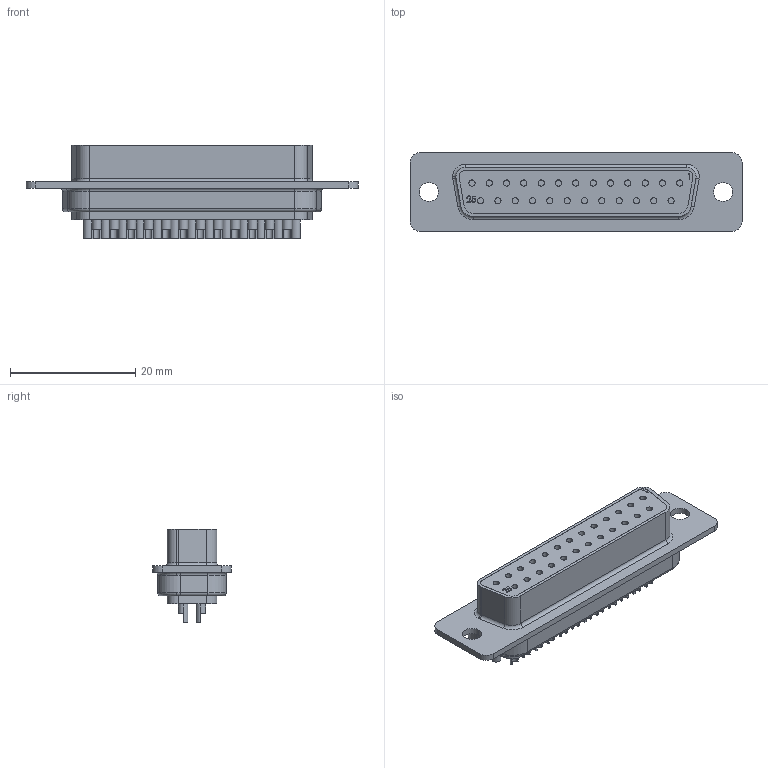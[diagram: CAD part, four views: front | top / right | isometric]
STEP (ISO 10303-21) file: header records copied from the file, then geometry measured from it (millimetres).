
FILE_DESCRIPTION (( 'STEP AP214' ), '1' );
FILE_NAME ('SD25S.STEP', '2006-08-03T15:16:28', ( 'L-COM' ), ( 'L-COM' ), 'SwSTEP 2.0', 'SolidWorks 2006004', '' );
FILE_SCHEMA (( 'AUTOMOTIVE_DESIGN' ));
Length unit declared in the file: inch
Products named in the file (1): SD25S
Bounding box: 53.09 x 12.55 x 15.01 mm (x, y, z)
Volume: 4350.9 mm3; surface area: 3392.4 mm2
Topology: 1 solids, 1 shells, 425 faces, 965 edges, 599 vertices
Faces by surface type: plane 197, cylinder 194, torus 20, bspline 14
Entity records: 17735 total; most frequent: CARTESIAN_POINT 3400, DIRECTION 2176, ORIENTED_EDGE 1930, EDGE_CURVE 965, AXIS2_PLACEMENT_3D 827, VERTEX_POINT 599, LINE 522, VECTOR 522
